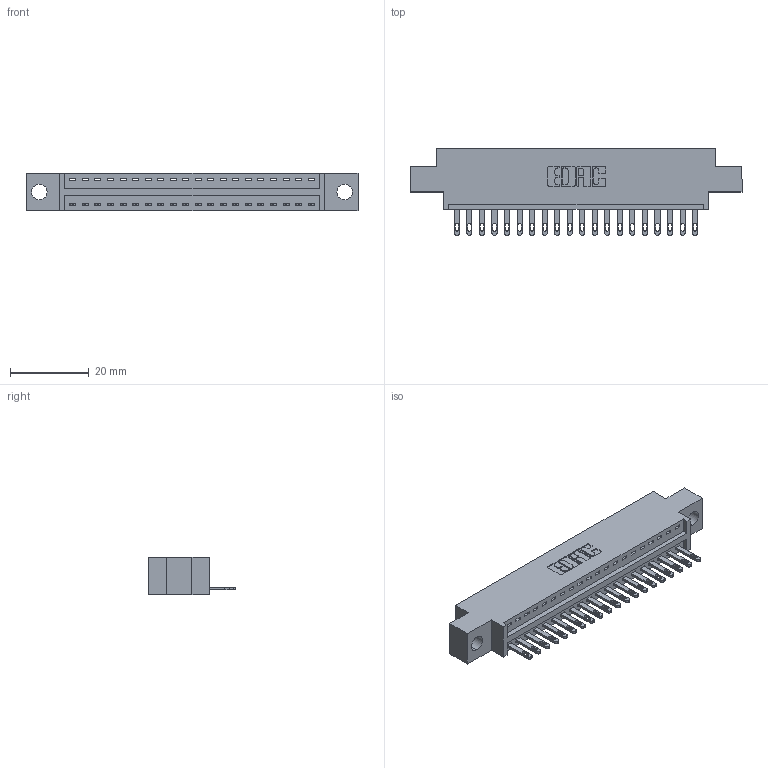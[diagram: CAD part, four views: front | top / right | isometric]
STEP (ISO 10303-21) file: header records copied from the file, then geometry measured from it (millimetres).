
FILE_DESCRIPTION (( 'STEP AP203' ), '1' );
FILE_NAME ('346-020-500-604.STEP', '2018-08-20T10:49:22', ( '' ), ( '' ), 'SwSTEP 2.0', 'SolidWorks 2016', '' );
FILE_SCHEMA (( 'CONFIG_CONTROL_DESIGN' ));
Length unit declared in the file: inch
Products named in the file (3): 345-292-001_345-293-100; 346-020-500-604; 346 Part_0.170 Offset - 0.156 Dia-TH
Assembly tree (21 placements, depth 2):
  346-020-500-604
    346 Part_0.170 Offset - 0.156 Dia-TH
    345-292-001_345-293-100  x20
Bounding box: 84.07 x 21.84 x 9.4 mm (x, y, z)
Volume: 7666.1 mm3; surface area: 9356.1 mm2
Topology: 21 solids, 21 shells, 1206 faces, 3701 edges, 2466 vertices
Faces by surface type: plane 760, cylinder 446
Entity records: 15439 total; most frequent: CARTESIAN_POINT 2660, ORIENTED_EDGE 2614, DIRECTION 2375, EDGE_CURVE 1307, VECTOR 1091, LINE 1091, VERTEX_POINT 870, AXIS2_PLACEMENT_3D 642
